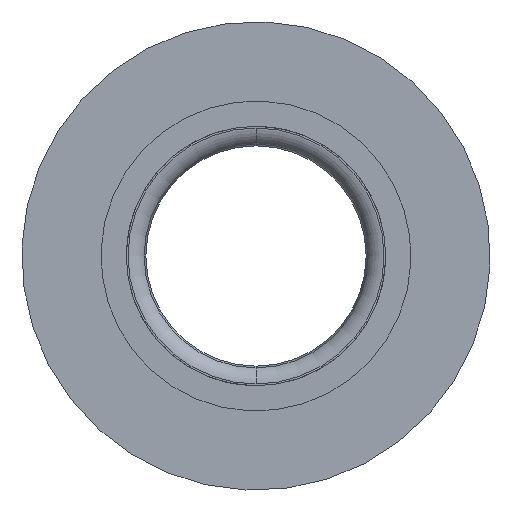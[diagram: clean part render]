
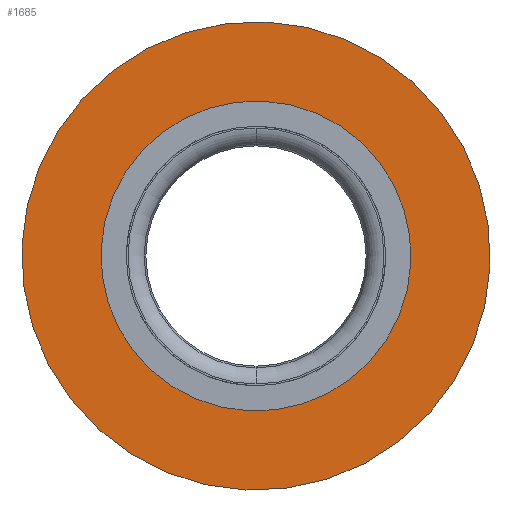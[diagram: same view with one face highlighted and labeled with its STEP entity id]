
A CAD part, left-side view. The second image highlights one B-rep face of the part: STEP entity #1685.
In plain terms, the highlighted face is planar.
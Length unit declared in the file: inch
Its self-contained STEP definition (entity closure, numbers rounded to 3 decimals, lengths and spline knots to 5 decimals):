
#66 = VERTEX_POINT ( 'NONE', #307 ) ;
#307 = CARTESIAN_POINT ( 'NONE',  ( 0.5195, 0., 0. ) ) ;
#508 = DIRECTION ( 'NONE',  ( -1., 0., 0. ) ) ;
#926 = DIRECTION ( 'NONE',  ( 0., 0., -1. ) ) ;
#1274 = DIRECTION ( 'NONE',  ( 0., 0., -1. ) ) ;
#1353 = AXIS2_PLACEMENT_3D ( 'NONE', #4294, #1274, #5844 ) ;
#1539 = CARTESIAN_POINT ( 'NONE',  ( -0.5195, 0., 0. ) ) ;
#1575 = EDGE_CURVE ( 'NONE', #4755, #7734, #2181, .T. ) ;
#1685 = ADVANCED_FACE ( 'NONE', ( #4184, #4237 ), #4939, .F. ) ;
#1837 = ORIENTED_EDGE ( 'NONE', *, *, #3751, .F. ) ;
#2097 = ORIENTED_EDGE ( 'NONE', *, *, #1575, .T. ) ;
#2181 = CIRCLE ( 'NONE', #2350, 0.785 ) ;
#2350 = AXIS2_PLACEMENT_3D ( 'NONE', #6153, #926, #3998 ) ;
#2999 = AXIS2_PLACEMENT_3D ( 'NONE', #7321, #8701, #5633 ) ;
#3328 = EDGE_CURVE ( 'NONE', #7734, #4755, #7852, .T. ) ;
#3505 = VERTEX_POINT ( 'NONE', #1539 ) ;
#3536 = CARTESIAN_POINT ( 'NONE',  ( 0.785, 0., 0. ) ) ;
#3572 = AXIS2_PLACEMENT_3D ( 'NONE', #8525, #4665, #508 ) ;
#3627 = DIRECTION ( 'NONE',  ( -1., 0., 0. ) ) ;
#3751 = EDGE_CURVE ( 'NONE', #66, #3505, #8287, .T. ) ;
#3998 = DIRECTION ( 'NONE',  ( -1., 0., 0. ) ) ;
#4184 = FACE_BOUND ( 'NONE', #5570, .T. ) ;
#4237 = FACE_OUTER_BOUND ( 'NONE', #4919, .T. ) ;
#4294 = CARTESIAN_POINT ( 'NONE',  ( 0., 0., 0. ) ) ;
#4665 = DIRECTION ( 'NONE',  ( 0., 0., -1. ) ) ;
#4755 = VERTEX_POINT ( 'NONE', #8168 ) ;
#4919 = EDGE_LOOP ( 'NONE', ( #2097, #5006 ) ) ;
#4939 = PLANE ( 'NONE',  #2999 ) ;
#5006 = ORIENTED_EDGE ( 'NONE', *, *, #3328, .T. ) ;
#5253 = AXIS2_PLACEMENT_3D ( 'NONE', #8480, #8328, #3627 ) ;
#5570 = EDGE_LOOP ( 'NONE', ( #9235, #1837 ) ) ;
#5633 = DIRECTION ( 'NONE',  ( 1., 0., 0. ) ) ;
#5844 = DIRECTION ( 'NONE',  ( -1., 0., 0. ) ) ;
#6153 = CARTESIAN_POINT ( 'NONE',  ( 0., 0., 0. ) ) ;
#7321 = CARTESIAN_POINT ( 'NONE',  ( 0., 0., 0. ) ) ;
#7734 = VERTEX_POINT ( 'NONE', #3536 ) ;
#7852 = CIRCLE ( 'NONE', #5253, 0.785 ) ;
#7937 = CIRCLE ( 'NONE', #3572, 0.5195 ) ;
#8168 = CARTESIAN_POINT ( 'NONE',  ( -0.785, 0., 0. ) ) ;
#8287 = CIRCLE ( 'NONE', #1353, 0.5195 ) ;
#8328 = DIRECTION ( 'NONE',  ( 0., 0., -1. ) ) ;
#8480 = CARTESIAN_POINT ( 'NONE',  ( 0., 0., 0. ) ) ;
#8525 = CARTESIAN_POINT ( 'NONE',  ( 0., 0., 0. ) ) ;
#8551 = EDGE_CURVE ( 'NONE', #3505, #66, #7937, .T. ) ;
#8701 = DIRECTION ( 'NONE',  ( 0., 0., 1. ) ) ;
#9235 = ORIENTED_EDGE ( 'NONE', *, *, #8551, .F. ) ;
